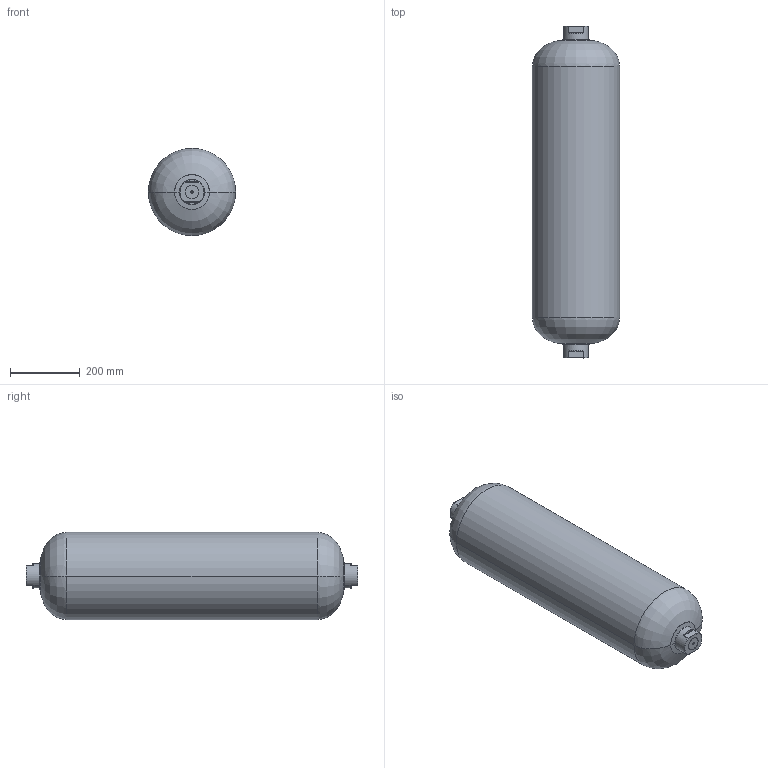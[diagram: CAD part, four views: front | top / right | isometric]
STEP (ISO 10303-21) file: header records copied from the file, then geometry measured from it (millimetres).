
FILE_DESCRIPTION(('CATIA V5 STEP Exchange','CAx-IF Rec.Pracs.--- Model Styling and Organization---1.5--- 2016-08-15','CAx-IF Rec.Pracs.---Supplemental Geometry---1.0---2011-11-01','CAx-IF Rec.Pracs.--- Composite Materials ---3.4---2017-06-13','CAx-IF Rec.Pracs.---Tessellated 3D Geometry---1.0---2015-12-17'),'2;1');
FILE_NAME('AIN5198-AMRC-210705_01A LINER ASSEMBLY.stp','2022-11-17T11:06:21+00:00',('none'),('none'),'CATIA Version 5-6 Release 2022','CATIA V5 STEP AP242 v2','none');
FILE_SCHEMA(('AP242_MANAGED_MODEL_BASED_3D_ENGINEERING_MIM_LF {1 0 10303 442 1 1 4}'));
Length unit declared in the file: millimetre
Products named in the file (1): BOSS-CONCEPT-R4
Bounding box: 250 x 952.37 x 250 mm (x, y, z)
Volume: 535247 mm3; surface area: 804264.2 mm2
Topology: 3 solids, 4 shells, 386 faces, 896 edges, 522 vertices
Faces by surface type: cylinder 108, bspline 96, torus 72, plane 40, sphere 32, cone 26, revolution 12
Entity records: 16534 total; most frequent: CARTESIAN_POINT 9346, ORIENTED_EDGE 1788, DIRECTION 985, EDGE_CURVE 892, AXIS2_PLACEMENT_3D 566, VERTEX_POINT 518, EDGE_LOOP 398, ADVANCED_FACE 386
